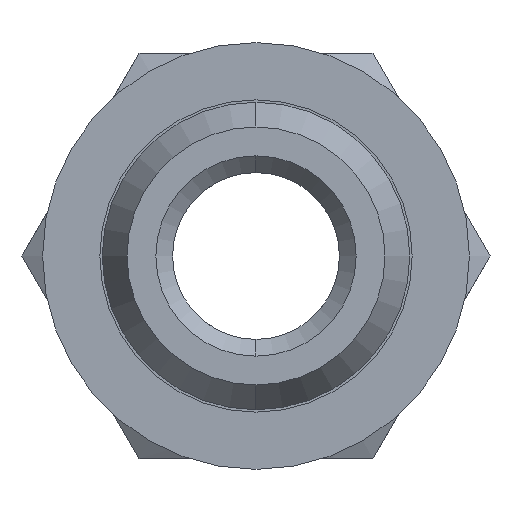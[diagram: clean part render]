
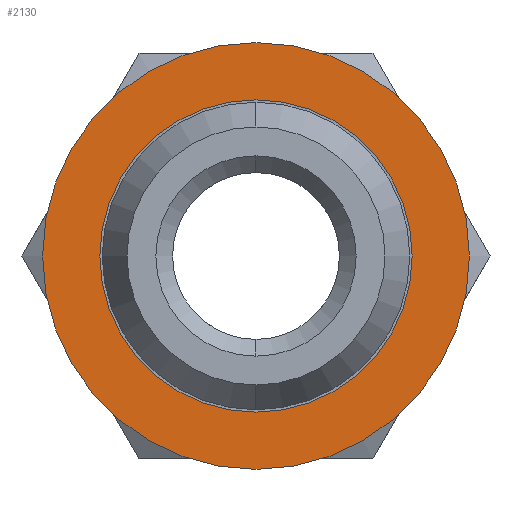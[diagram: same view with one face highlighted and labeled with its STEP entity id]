
A CAD part, front view. The second image highlights one B-rep face of the part: STEP entity #2130.
In plain terms, the highlighted planar face has unit normal (0, -1, 0).
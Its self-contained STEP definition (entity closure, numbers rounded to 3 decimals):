
#114 = DIRECTION ( 'NONE',  ( 0., 0., -1. ) ) ;
#984 = CARTESIAN_POINT ( 'NONE',  ( 0., 0., 0. ) ) ;
#1087 = DIRECTION ( 'NONE',  ( 0., -1., 0. ) ) ;
#1088 = CARTESIAN_POINT ( 'NONE',  ( 6.55, 0., 0. ) ) ;
#1089 = AXIS2_PLACEMENT_3D ( 'NONE', #1088, #1087, #114 ) ;
#1090 = PLANE ( 'NONE',  #1089 ) ;
#1091 = FACE_BOUND ( 'NONE', #2134, .T. ) ;
#1092 = FACE_OUTER_BOUND ( 'NONE', #2121, .T. ) ;
#1093 = DIRECTION ( 'NONE',  ( 0., 0., -1. ) ) ;
#1094 = DIRECTION ( 'NONE',  ( 0., -1., 0. ) ) ;
#1095 = CARTESIAN_POINT ( 'NONE',  ( 0., 0., 0. ) ) ;
#1096 = AXIS2_PLACEMENT_3D ( 'NONE', #1095, #1094, #1093 ) ;
#1097 = CIRCLE ( 'NONE', #1096, 8.95 ) ;
#1114 = CARTESIAN_POINT ( 'NONE',  ( 0., 0., -6.55 ) ) ;
#1115 = DIRECTION ( 'NONE',  ( 0., 0., -1. ) ) ;
#1116 = DIRECTION ( 'NONE',  ( 0., -1., 0. ) ) ;
#1117 = AXIS2_PLACEMENT_3D ( 'NONE', #984, #1116, #1115 ) ;
#1118 = CIRCLE ( 'NONE', #1117, 6.55 ) ;
#1146 = CARTESIAN_POINT ( 'NONE',  ( 0., 0., -8.95 ) ) ;
#1147 = DIRECTION ( 'NONE',  ( 0., 0., -1. ) ) ;
#1148 = DIRECTION ( 'NONE',  ( 0., -1., 0. ) ) ;
#1149 = CARTESIAN_POINT ( 'NONE',  ( 0., 0., 0. ) ) ;
#1150 = AXIS2_PLACEMENT_3D ( 'NONE', #1149, #1148, #1147 ) ;
#1151 = CIRCLE ( 'NONE', #1150, 8.95 ) ;
#1156 = CARTESIAN_POINT ( 'NONE',  ( 0., 0., 8.95 ) ) ;
#1163 = CARTESIAN_POINT ( 'NONE',  ( 0., 0., 6.55 ) ) ;
#1164 = DIRECTION ( 'NONE',  ( 0., 0., -1. ) ) ;
#1165 = CARTESIAN_POINT ( 'NONE',  ( 0., 0., 0. ) ) ;
#1189 = DIRECTION ( 'NONE',  ( 0., -1., 0. ) ) ;
#1190 = AXIS2_PLACEMENT_3D ( 'NONE', #1165, #1189, #1164 ) ;
#1191 = CIRCLE ( 'NONE', #1190, 6.55 ) ;
#2074 = EDGE_CURVE ( 'NONE', #2075, #2151, #1151, .T. ) ;
#2075 = VERTEX_POINT ( 'NONE', #1146 ) ;
#2109 = EDGE_CURVE ( 'NONE', #2139, #2110, #1118, .T. ) ;
#2110 = VERTEX_POINT ( 'NONE', #1114 ) ;
#2121 = EDGE_LOOP ( 'NONE', ( #2122, #2133 ) ) ;
#2122 = ORIENTED_EDGE ( 'NONE', *, *, #2074, .T. ) ;
#2129 = EDGE_CURVE ( 'NONE', #2151, #2075, #1097, .T. ) ;
#2130 = ADVANCED_FACE ( 'NONE', ( #1092, #1091 ), #1090, .T. ) ;
#2133 = ORIENTED_EDGE ( 'NONE', *, *, #2129, .T. ) ;
#2134 = EDGE_LOOP ( 'NONE', ( #2135, #2137 ) ) ;
#2135 = ORIENTED_EDGE ( 'NONE', *, *, #2136, .F. ) ;
#2136 = EDGE_CURVE ( 'NONE', #2110, #2139, #1191, .T. ) ;
#2137 = ORIENTED_EDGE ( 'NONE', *, *, #2109, .F. ) ;
#2139 = VERTEX_POINT ( 'NONE', #1163 ) ;
#2151 = VERTEX_POINT ( 'NONE', #1156 ) ;
